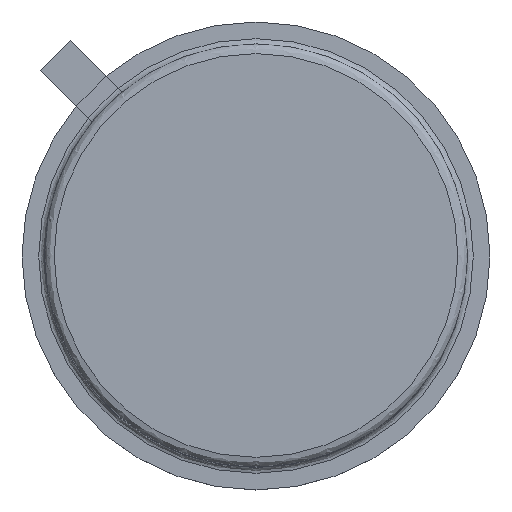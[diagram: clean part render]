
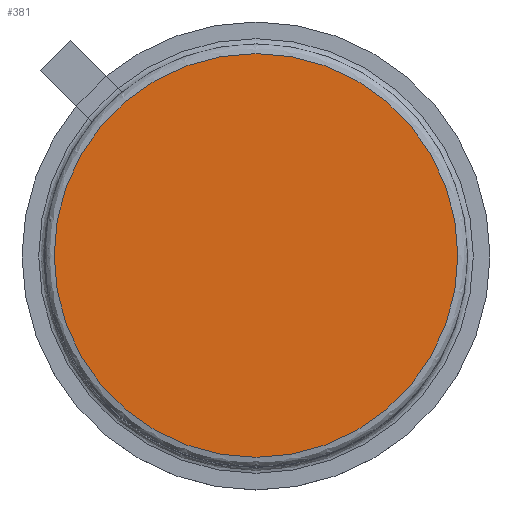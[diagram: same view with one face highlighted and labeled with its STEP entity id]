
A CAD part, top view. The second image highlights one B-rep face of the part: STEP entity #381.
In plain terms, the highlighted face is planar.
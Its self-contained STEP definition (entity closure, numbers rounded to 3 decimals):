
#381 = ADVANCED_FACE('',(#382),#395,.T.);
#382 = FACE_BOUND('',#383,.T.);
#383 = EDGE_LOOP('',(#384));
#384 = ORIENTED_EDGE('',*,*,#385,.T.);
#385 = EDGE_CURVE('',#386,#386,#388,.T.);
#386 = VERTEX_POINT('',#387);
#387 = CARTESIAN_POINT('',(-1.515,11.6,0.));
#388 = SURFACE_CURVE('',#389,(#394,#406),.PCURVE_S1.);
#389 = CIRCLE('',#390,4.055);
#390 = AXIS2_PLACEMENT_3D('',#391,#392,#393);
#391 = CARTESIAN_POINT('',(2.54,11.6,0.));
#392 = DIRECTION('',(0.,1.,0.));
#393 = DIRECTION('',(-1.,0.,0.));
#394 = PCURVE('',#395,#400);
#395 = PLANE('',#396);
#396 = AXIS2_PLACEMENT_3D('',#397,#398,#399);
#397 = CARTESIAN_POINT('',(2.54,11.6,0.));
#398 = DIRECTION('',(0.,1.,0.));
#399 = DIRECTION('',(-1.,0.,0.));
#400 = DEFINITIONAL_REPRESENTATION('',(#401),#405);
#401 = CIRCLE('',#402,4.055);
#402 = AXIS2_PLACEMENT_2D('',#403,#404);
#403 = CARTESIAN_POINT('',(0.,0.));
#404 = DIRECTION('',(1.,0.));
#405 = ( GEOMETRIC_REPRESENTATION_CONTEXT(2) 
PARAMETRIC_REPRESENTATION_CONTEXT() REPRESENTATION_CONTEXT('2D SPACE',''
  ) );
#406 = PCURVE('',#407,#416);
#407 = SURFACE_OF_REVOLUTION('',#408,#413);
#408 = CIRCLE('',#409,0.195);
#409 = AXIS2_PLACEMENT_3D('',#410,#411,#412);
#410 = CARTESIAN_POINT('',(-1.515,11.405,
    0.));
#411 = DIRECTION('',(0.,0.,1.));
#412 = DIRECTION('',(1.,0.,0.));
#413 = AXIS1_PLACEMENT('',#414,#415);
#414 = CARTESIAN_POINT('',(2.54,2.551,0.));
#415 = DIRECTION('',(0.,1.,0.));
#416 = DEFINITIONAL_REPRESENTATION('',(#417),#421);
#417 = LINE('',#418,#419);
#418 = CARTESIAN_POINT('',(0.,1.571));
#419 = VECTOR('',#420,1.);
#420 = DIRECTION('',(1.,0.));
#421 = ( GEOMETRIC_REPRESENTATION_CONTEXT(2) 
PARAMETRIC_REPRESENTATION_CONTEXT() REPRESENTATION_CONTEXT('2D SPACE',''
  ) );
